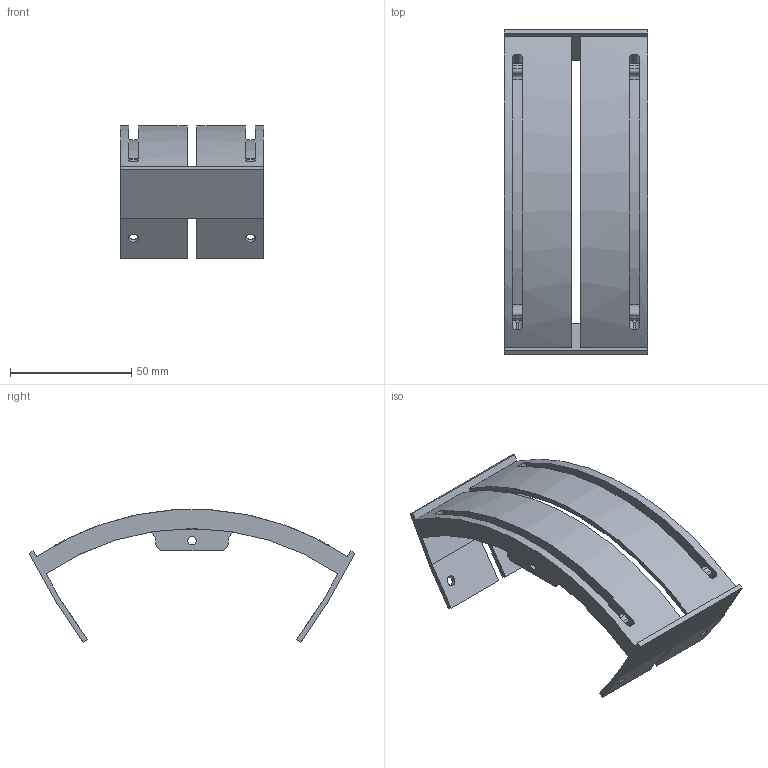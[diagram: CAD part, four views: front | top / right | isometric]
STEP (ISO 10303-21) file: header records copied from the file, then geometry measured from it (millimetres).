
FILE_DESCRIPTION(/* description */ ('STEP AP242','CAx-IF Rec.Pracs.---Representation and Presentation of Product Manufacturing Information (PMI)---4.0---2014-10-13','CAx-IF Rec.Pracs.---3D Tessellated Geometry---0.4---2014-09-14','2;1'),/* implementation_level */ '2;1');
FILE_NAME(/* name */ '61dea61b74f1a366fd7d282b',/* time_stamp */ '2022-01-12T09:57:48+00:00',/* author */ (''),/* organization */ (''),/* preprocessor_version */ 'ST-DEVELOPER v18.101',/* originating_system */ ' ',/* authorisation */ ' ');
FILE_SCHEMA (('AP242_MANAGED_MODEL_BASED_3D_ENGINEERING_MIM_LF { 1 0 10303 442 1 1 4 }'));
Length unit declared in the file: metre
Products named in the file (1): Glissière
Bounding box: 59.3 x 134.4 x 54.62 mm (x, y, z)
Volume: 37341.8 mm3; surface area: 33335.1 mm2
Topology: 1 solids, 1 shells, 106 faces, 310 edges, 204 vertices
Faces by surface type: cylinder 54, plane 52
Full cylindrical faces by diameter (mm): 3.4 x2, 4 x4
Entity records: 3602 total; most frequent: CARTESIAN_POINT 675, DIRECTION 610, ORIENTED_EDGE 608, EDGE_CURVE 304, AXIS2_PLACEMENT_3D 215, VERTEX_POINT 204, LINE 180, VECTOR 180
